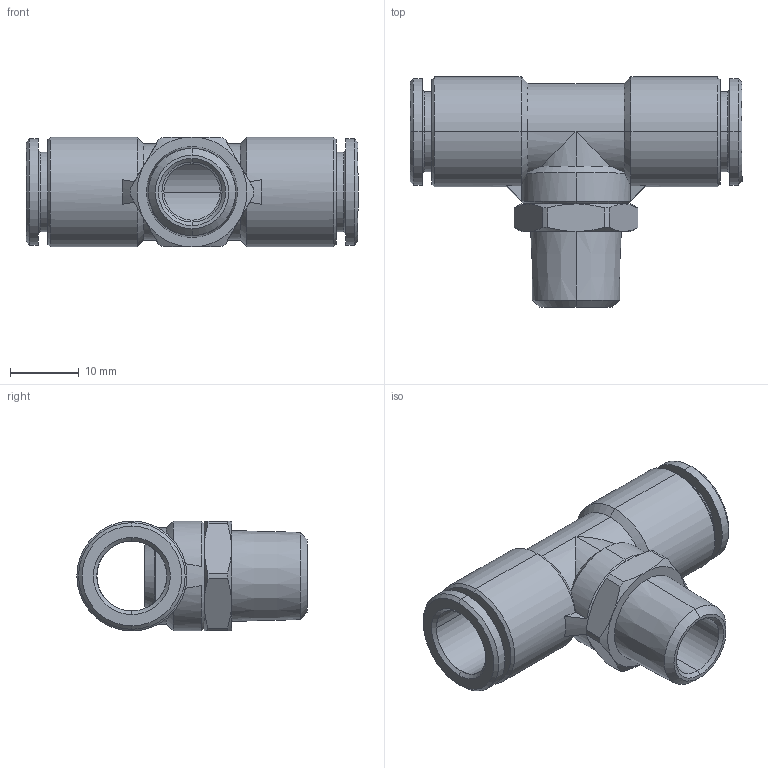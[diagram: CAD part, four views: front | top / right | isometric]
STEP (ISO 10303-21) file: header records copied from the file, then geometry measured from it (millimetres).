
FILE_DESCRIPTION (( 'STEP AP203' ), '1' );
FILE_NAME ('B0110052.STEP', '2011-03-30T13:42:46', ( '' ), ( 'sopra-pneumatic' ), 'SwSTEP 2.0', 'SolidWorks 2009', '' );
FILE_SCHEMA (( 'CONFIG_CONTROL_DESIGN' ));
Length unit declared in the file: millimetre
Products named in the file (1): B0110052
Bounding box: 48.3 x 33.5 x 16 mm (x, y, z)
Volume: 6802 mm3; surface area: 5971.7 mm2
Topology: 1 solids, 1 shells, 123 faces, 284 edges, 172 vertices
Faces by surface type: cone 51, cylinder 39, plane 33
Entity records: 3687 total; most frequent: CARTESIAN_POINT 810, DIRECTION 616, ORIENTED_EDGE 568, EDGE_CURVE 284, AXIS2_PLACEMENT_3D 254, VERTEX_POINT 172, EDGE_LOOP 136, CIRCLE 130
